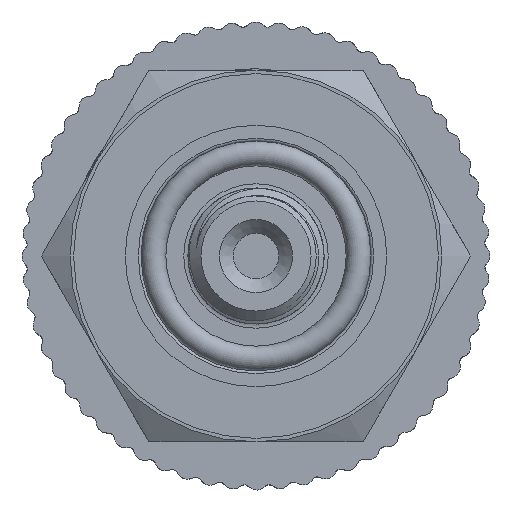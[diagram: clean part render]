
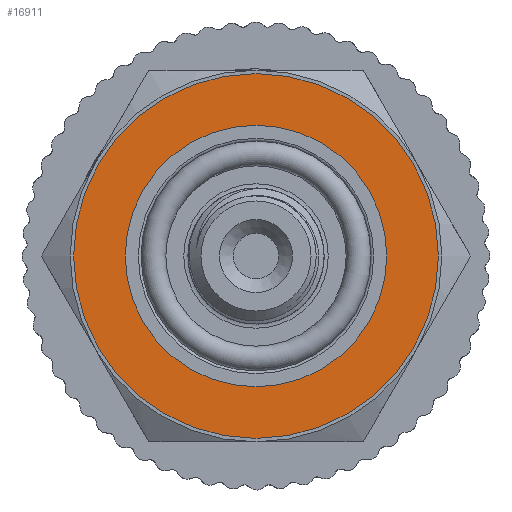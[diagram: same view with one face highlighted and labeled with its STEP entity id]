
A CAD part, left-side view. The second image highlights one B-rep face of the part: STEP entity #16911.
In plain terms, the highlighted planar face has unit normal (-1, 0, 0).
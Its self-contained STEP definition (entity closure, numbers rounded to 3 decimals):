
#169=PLANE('',#17798);
#878=FACE_BOUND('',#2308,.T.);
#1342=FACE_OUTER_BOUND('',#2307,.T.);
#2307=EDGE_LOOP('',(#13094));
#2308=EDGE_LOOP('',(#13095));
#3040=CIRCLE('',#17782,13.25);
#3049=CIRCLE('',#17797,9.5);
#7391=VERTEX_POINT('',#39686);
#7401=VERTEX_POINT('',#41181);
#9469=EDGE_CURVE('',#7391,#7391,#3040,.T.);
#9489=EDGE_CURVE('',#7401,#7401,#3049,.T.);
#13094=ORIENTED_EDGE('',*,*,#9469,.T.);
#13095=ORIENTED_EDGE('',*,*,#9489,.T.);
#16911=ADVANCED_FACE('',(#1342,#878),#169,.T.);
#17782=AXIS2_PLACEMENT_3D('',#39687,#19197,#19198);
#17797=AXIS2_PLACEMENT_3D('',#41182,#19230,#19231);
#17798=AXIS2_PLACEMENT_3D('',#41184,#19233,#19234);
#19197=DIRECTION('center_axis',(-1.,0.,0.));
#19198=DIRECTION('ref_axis',(0.,1.,0.));
#19230=DIRECTION('center_axis',(1.,0.,0.));
#19231=DIRECTION('ref_axis',(0.,0.,-1.));
#19233=DIRECTION('center_axis',(-1.,0.,0.));
#19234=DIRECTION('ref_axis',(0.,0.,1.));
#39686=CARTESIAN_POINT('',(-48.,-13.25,0.));
#39687=CARTESIAN_POINT('Origin',(-48.,0.,0.));
#41181=CARTESIAN_POINT('',(-48.,-9.5,0.));
#41182=CARTESIAN_POINT('Origin',(-48.,0.,0.));
#41184=CARTESIAN_POINT('Origin',(-48.,13.5,0.));
